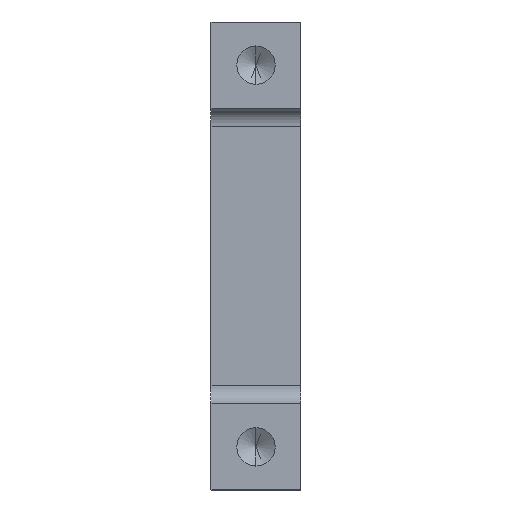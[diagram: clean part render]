
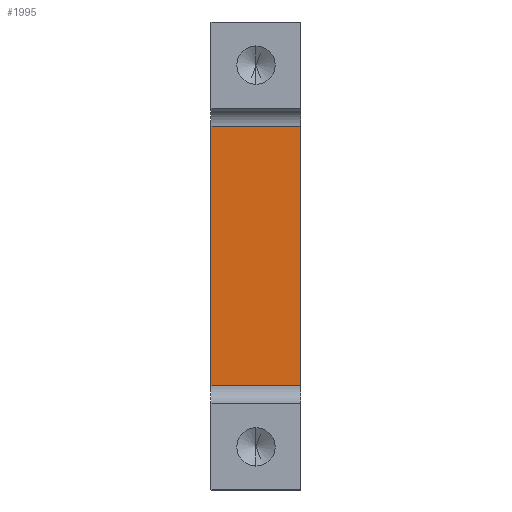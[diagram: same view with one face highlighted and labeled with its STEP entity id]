
A CAD part, left-side view. The second image highlights one B-rep face of the part: STEP entity #1995.
In plain terms, the highlighted planar face has unit normal (-1, 0, 0).
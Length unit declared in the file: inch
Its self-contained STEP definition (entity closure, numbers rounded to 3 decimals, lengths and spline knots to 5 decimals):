
#34 = DIRECTION ( 'NONE',  ( 0., 0., -1. ) ) ;
#67 = DIRECTION ( 'NONE',  ( 0., -1., 0. ) ) ;
#90 = VERTEX_POINT ( 'NONE', #1140 ) ;
#177 = ORIENTED_EDGE ( 'NONE', *, *, #1863, .T. ) ;
#208 = VECTOR ( 'NONE', #1897, 39.37008 ) ;
#411 = DIRECTION ( 'NONE',  ( 0., 0., 1. ) ) ;
#449 = VERTEX_POINT ( 'NONE', #1524 ) ;
#514 = CARTESIAN_POINT ( 'NONE',  ( -0.5475, 0., -0.41 ) ) ;
#598 = LINE ( 'NONE', #1874, #1468 ) ;
#794 = EDGE_CURVE ( 'NONE', #1773, #2024, #1382, .T. ) ;
#857 = LINE ( 'NONE', #2137, #208 ) ;
#949 = EDGE_CURVE ( 'NONE', #90, #449, #1121, .T. ) ;
#1007 = CARTESIAN_POINT ( 'NONE',  ( -0.5475, 0.25, -0.41 ) ) ;
#1121 = LINE ( 'NONE', #514, #1614 ) ;
#1140 = CARTESIAN_POINT ( 'NONE',  ( -0.5475, 0., -0.36 ) ) ;
#1198 = CARTESIAN_POINT ( 'NONE',  ( -0.5475, 0.25, -0.36 ) ) ;
#1265 = CARTESIAN_POINT ( 'NONE',  ( -0.5475, 0.25, 0.36 ) ) ;
#1382 = LINE ( 'NONE', #1963, #1976 ) ;
#1440 = FACE_OUTER_BOUND ( 'NONE', #1506, .T. ) ;
#1468 = VECTOR ( 'NONE', #67, 39.37008 ) ;
#1506 = EDGE_LOOP ( 'NONE', ( #1889, #177, #1850, #1886 ) ) ;
#1524 = CARTESIAN_POINT ( 'NONE',  ( -0.5475, 0., 0.36 ) ) ;
#1614 = VECTOR ( 'NONE', #411, 39.37008 ) ;
#1699 = EDGE_CURVE ( 'NONE', #1773, #90, #598, .T. ) ;
#1773 = VERTEX_POINT ( 'NONE', #1198 ) ;
#1825 = DIRECTION ( 'NONE',  ( 1., 0., 0. ) ) ;
#1850 = ORIENTED_EDGE ( 'NONE', *, *, #794, .F. ) ;
#1863 = EDGE_CURVE ( 'NONE', #449, #2024, #857, .T. ) ;
#1874 = CARTESIAN_POINT ( 'NONE',  ( -0.5475, 0., -0.36 ) ) ;
#1886 = ORIENTED_EDGE ( 'NONE', *, *, #1699, .T. ) ;
#1889 = ORIENTED_EDGE ( 'NONE', *, *, #949, .T. ) ;
#1897 = DIRECTION ( 'NONE',  ( 0., 1., 0. ) ) ;
#1937 = DIRECTION ( 'NONE',  ( 0., 0., 1. ) ) ;
#1963 = CARTESIAN_POINT ( 'NONE',  ( -0.5475, 0.25, -0.41 ) ) ;
#1976 = VECTOR ( 'NONE', #1937, 39.37008 ) ;
#1995 = ADVANCED_FACE ( 'NONE', ( #1440 ), #2219, .F. ) ;
#1997 = AXIS2_PLACEMENT_3D ( 'NONE', #1007, #1825, #34 ) ;
#2024 = VERTEX_POINT ( 'NONE', #1265 ) ;
#2137 = CARTESIAN_POINT ( 'NONE',  ( -0.5475, 0.25, 0.36 ) ) ;
#2219 = PLANE ( 'NONE',  #1997 ) ;
